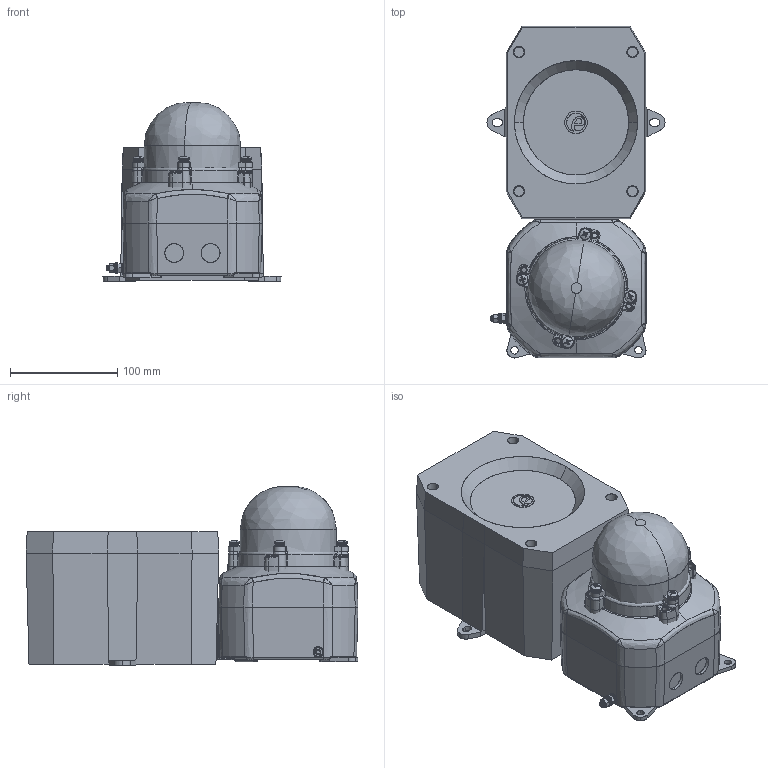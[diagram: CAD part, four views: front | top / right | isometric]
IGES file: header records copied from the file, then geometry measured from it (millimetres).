
Start section: SolidWorks IGES file using analytic representation for surfaces
Global section: file name: D211-05-601-3D_Issue_A.IGS; native system: SolidWorks 2020; preprocessor: SolidWorks 2020; author: randip.rait; date: 191128.163354; units: millimetre
Bounding box: 166.26 x 309.91 x 167.15 mm (x, y, z)
Surface area: 276587.4 mm2 (no closed solid volume)
Topology: 0 solids, 0 shells, 1331 faces, 12109 edges, 12062 vertices
Faces by surface type: bspline 777, revolution 554
